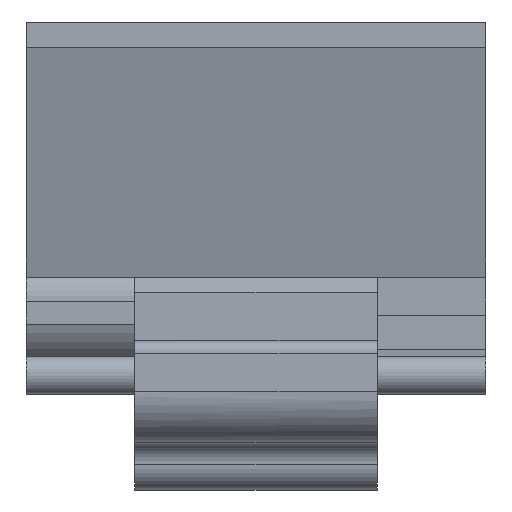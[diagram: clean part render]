
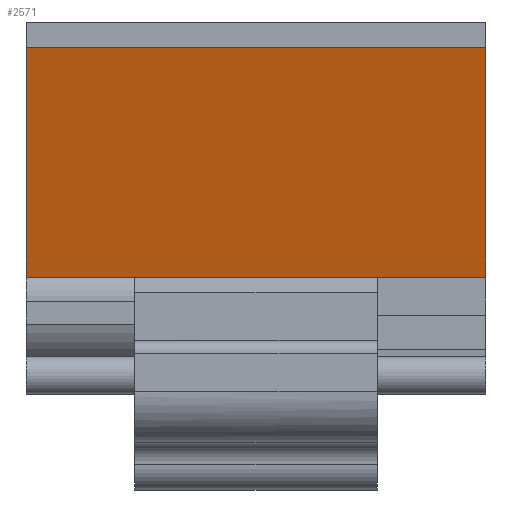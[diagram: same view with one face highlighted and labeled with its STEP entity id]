
A CAD part, front view. The second image highlights one B-rep face of the part: STEP entity #2571.
In plain terms, the highlighted planar face has unit normal (0, -0.966, -0.259).
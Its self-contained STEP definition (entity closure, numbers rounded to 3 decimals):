
#2558=AXIS2_PLACEMENT_3D('Plane Axis2P3D',#2555,#2556,#2557) ;
#1551=CARTESIAN_POINT('Vertex',(0.,2.412,8.35)) ;
#1554=CARTESIAN_POINT('Line Origine',(0.,1.206,12.85)) ;
#1558=CARTESIAN_POINT('Vertex',(0.,0.,17.35)) ;
#1961=CARTESIAN_POINT('Vertex',(18.,2.412,8.35)) ;
#1964=CARTESIAN_POINT('Line Origine',(9.,2.412,8.35)) ;
#2536=CARTESIAN_POINT('Line Origine',(9.,0.,17.35)) ;
#2540=CARTESIAN_POINT('Vertex',(18.,0.,17.35)) ;
#2555=CARTESIAN_POINT('Axis2P3D Location',(9.,0.,17.35)) ;
#2560=CARTESIAN_POINT('Line Origine',(18.,1.206,12.85)) ;
#1555=DIRECTION('Vector Direction',(0.,0.259,-0.966)) ;
#1965=DIRECTION('Vector Direction',(1.,0.,0.)) ;
#2537=DIRECTION('Vector Direction',(1.,0.,0.)) ;
#2556=DIRECTION('Axis2P3D Direction',(0.,-0.966,-0.259)) ;
#2557=DIRECTION('Axis2P3D XDirection',(0.,0.259,-0.966)) ;
#2561=DIRECTION('Vector Direction',(0.,0.259,-0.966)) ;
#1556=VECTOR('Line Direction',#1555,1.) ;
#1966=VECTOR('Line Direction',#1965,1.) ;
#2538=VECTOR('Line Direction',#2537,1.) ;
#2562=VECTOR('Line Direction',#2561,1.) ;
#2566=ORIENTED_EDGE('',*,*,#1560,.T.) ;
#2567=ORIENTED_EDGE('',*,*,#1968,.T.) ;
#2568=ORIENTED_EDGE('',*,*,#2564,.F.) ;
#2569=ORIENTED_EDGE('',*,*,#2542,.F.) ;
#2571=ADVANCED_FACE('V1',(#2570),#2559,.T.) ;
#1560=EDGE_CURVE('',#1559,#1552,#1557,.T.) ;
#1968=EDGE_CURVE('',#1552,#1962,#1967,.T.) ;
#2542=EDGE_CURVE('',#1559,#2541,#2539,.T.) ;
#2564=EDGE_CURVE('',#2541,#1962,#2563,.T.) ;
#2565=EDGE_LOOP('',(#2566,#2567,#2568,#2569)) ;
#2570=FACE_OUTER_BOUND('',#2565,.T.) ;
#1557=LINE('Line',#1554,#1556) ;
#1967=LINE('Line',#1964,#1966) ;
#2539=LINE('Line',#2536,#2538) ;
#2563=LINE('Line',#2560,#2562) ;
#2559=PLANE('',#2558) ;
#1552=VERTEX_POINT('',#1551) ;
#1559=VERTEX_POINT('',#1558) ;
#1962=VERTEX_POINT('',#1961) ;
#2541=VERTEX_POINT('',#2540) ;
